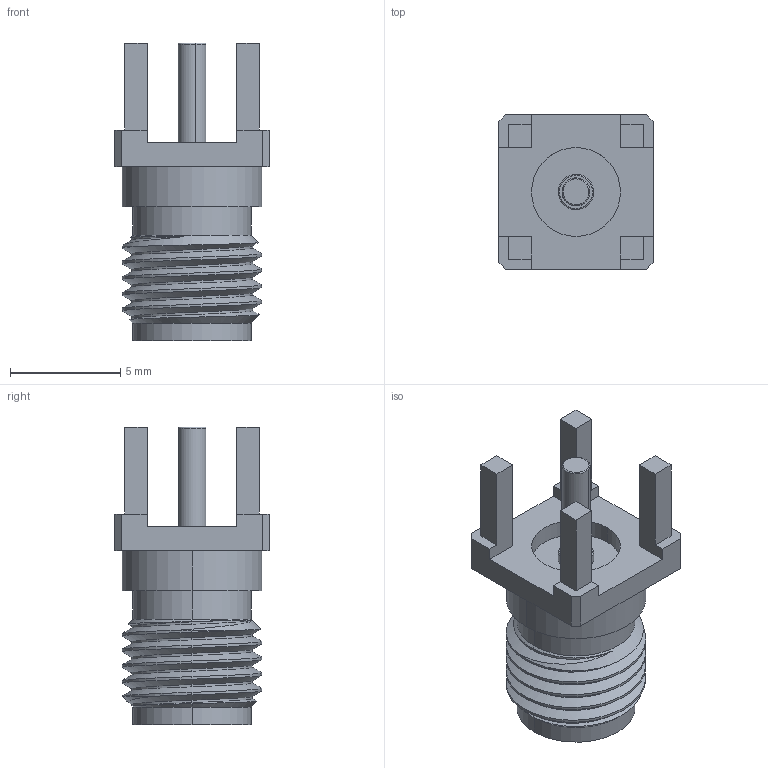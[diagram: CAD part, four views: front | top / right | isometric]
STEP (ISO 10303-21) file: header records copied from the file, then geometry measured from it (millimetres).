
FILE_DESCRIPTION (( 'STEP AP214' ), '1' );
FILE_NAME ('SMA_TV.STEP', '2020-04-12T13:58:46', ( '' ), ( '' ), 'SwSTEP 2.0', 'SolidWorks 2017', '' );
FILE_SCHEMA (( 'AUTOMOTIVE_DESIGN' ));
Length unit declared in the file: millimetre
Products named in the file (2): SMA_TV
Bounding box: 7 x 7 x 13.5 mm (x, y, z)
Volume: 242.1 mm3; surface area: 496.5 mm2
Topology: 1 solids, 3 shells, 123 faces, 316 edges, 207 vertices
Faces by surface type: plane 58, cylinder 46, torus 12, cone 5, bspline 2
Entity records: 4284 total; most frequent: CARTESIAN_POINT 1243, ORIENTED_EDGE 632, DIRECTION 593, EDGE_CURVE 316, VERTEX_POINT 207, AXIS2_PLACEMENT_3D 206, LINE 181, VECTOR 181
